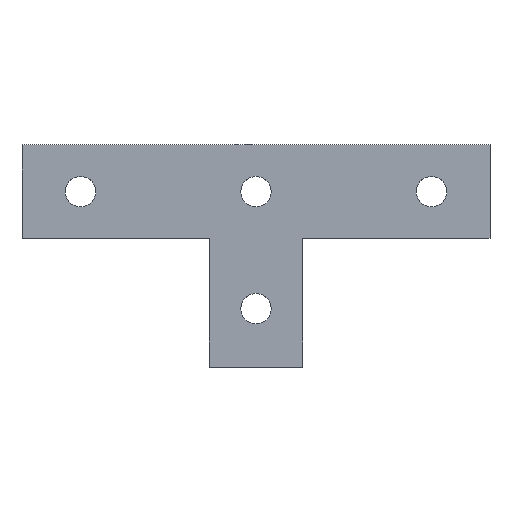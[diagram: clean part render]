
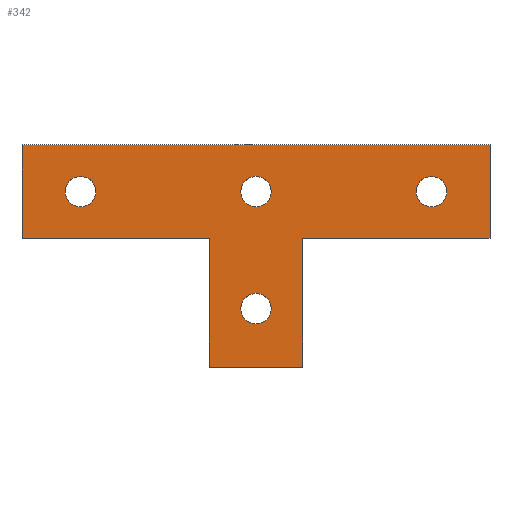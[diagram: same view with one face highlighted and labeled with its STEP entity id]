
A CAD part, top view. The second image highlights one B-rep face of the part: STEP entity #342.
In plain terms, the highlighted planar face has unit normal (0, 0, 1).
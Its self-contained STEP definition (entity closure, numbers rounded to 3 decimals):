
#5 = CARTESIAN_POINT ( 'NONE',  ( 0., -22.5, 0. ) ) ;
#13 = DIRECTION ( 'NONE',  ( 1., 0., 0. ) ) ;
#14 = CARTESIAN_POINT ( 'NONE',  ( -100., 47.5, 0. ) ) ;
#27 = EDGE_CURVE ( 'NONE', #199, #48, #510, .T. ) ;
#28 = DIRECTION ( 'NONE',  ( 1., 0., 0. ) ) ;
#35 = DIRECTION ( 'NONE',  ( 0., 1., 0. ) ) ;
#39 = CARTESIAN_POINT ( 'NONE',  ( 100., 47.5, 0. ) ) ;
#40 = ORIENTED_EDGE ( 'NONE', *, *, #348, .T. ) ;
#42 = CIRCLE ( 'NONE', #78, 6.5 ) ;
#48 = VERTEX_POINT ( 'NONE', #432 ) ;
#50 = CARTESIAN_POINT ( 'NONE',  ( 6.5, 27.5, 0. ) ) ;
#55 = EDGE_CURVE ( 'NONE', #82, #175, #312, .T. ) ;
#65 = DIRECTION ( 'NONE',  ( -1., 0., 0. ) ) ;
#78 = AXIS2_PLACEMENT_3D ( 'NONE', #253, #373, #13 ) ;
#82 = VERTEX_POINT ( 'NONE', #259 ) ;
#86 = DIRECTION ( 'NONE',  ( 1., 0., 0. ) ) ;
#91 = ORIENTED_EDGE ( 'NONE', *, *, #378, .T. ) ;
#100 = LINE ( 'NONE', #14, #126 ) ;
#101 = EDGE_CURVE ( 'NONE', #164, #199, #227, .T. ) ;
#117 = DIRECTION ( 'NONE',  ( 0., 0., 1. ) ) ;
#119 = FACE_BOUND ( 'NONE', #215, .T. ) ;
#126 = VECTOR ( 'NONE', #65, 1000. ) ;
#128 = DIRECTION ( 'NONE',  ( 0., 0., 1. ) ) ;
#132 = VERTEX_POINT ( 'NONE', #300 ) ;
#133 = EDGE_CURVE ( 'NONE', #237, #445, #100, .T. ) ;
#138 = DIRECTION ( 'NONE',  ( 1., 0., 0. ) ) ;
#151 = VECTOR ( 'NONE', #184, 1000. ) ;
#156 = EDGE_CURVE ( 'NONE', #175, #237, #273, .T. ) ;
#163 = DIRECTION ( 'NONE',  ( 0., 1., 0. ) ) ;
#164 = VERTEX_POINT ( 'NONE', #441 ) ;
#167 = VECTOR ( 'NONE', #246, 1000. ) ;
#171 = CARTESIAN_POINT ( 'NONE',  ( 81.5, 27.5, 0. ) ) ;
#175 = VERTEX_POINT ( 'NONE', #316 ) ;
#184 = DIRECTION ( 'NONE',  ( 1., 0., 0. ) ) ;
#189 = DIRECTION ( 'NONE',  ( 0., -1., 0. ) ) ;
#193 = CARTESIAN_POINT ( 'NONE',  ( -100., 7.5, 0. ) ) ;
#194 = ORIENTED_EDGE ( 'NONE', *, *, #393, .F. ) ;
#195 = CARTESIAN_POINT ( 'NONE',  ( 75., 27.5, 0. ) ) ;
#197 = ORIENTED_EDGE ( 'NONE', *, *, #156, .T. ) ;
#199 = VERTEX_POINT ( 'NONE', #361 ) ;
#202 = CIRCLE ( 'NONE', #289, 6.5 ) ;
#203 = EDGE_LOOP ( 'NONE', ( #377 ) ) ;
#211 = EDGE_LOOP ( 'NONE', ( #91, #219, #422, #340, #302, #197, #414, #40 ) ) ;
#215 = EDGE_LOOP ( 'NONE', ( #254 ) ) ;
#219 = ORIENTED_EDGE ( 'NONE', *, *, #101, .T. ) ;
#222 = EDGE_CURVE ( 'NONE', #294, #294, #513, .T. ) ;
#227 = LINE ( 'NONE', #263, #306 ) ;
#228 = EDGE_CURVE ( 'NONE', #48, #82, #519, .T. ) ;
#234 = DIRECTION ( 'NONE',  ( 1., 0., 0. ) ) ;
#237 = VERTEX_POINT ( 'NONE', #39 ) ;
#238 = LINE ( 'NONE', #272, #167 ) ;
#239 = VECTOR ( 'NONE', #234, 1000. ) ;
#241 = CARTESIAN_POINT ( 'NONE',  ( -20., 7.5, 0. ) ) ;
#246 = DIRECTION ( 'NONE',  ( 0., -1., 0. ) ) ;
#249 = VERTEX_POINT ( 'NONE', #193 ) ;
#253 = CARTESIAN_POINT ( 'NONE',  ( -75., 27.5, 0. ) ) ;
#254 = ORIENTED_EDGE ( 'NONE', *, *, #505, .F. ) ;
#256 = EDGE_LOOP ( 'NONE', ( #194 ) ) ;
#259 = CARTESIAN_POINT ( 'NONE',  ( 20., 7.5, 0. ) ) ;
#260 = AXIS2_PLACEMENT_3D ( 'NONE', #396, #117, #28 ) ;
#263 = CARTESIAN_POINT ( 'NONE',  ( -20., -47.5, 0. ) ) ;
#272 = CARTESIAN_POINT ( 'NONE',  ( -100., 7.5, 0. ) ) ;
#273 = LINE ( 'NONE', #319, #434 ) ;
#278 = EDGE_LOOP ( 'NONE', ( #490 ) ) ;
#279 = PLANE ( 'NONE',  #334 ) ;
#283 = FACE_BOUND ( 'NONE', #203, .T. ) ;
#289 = AXIS2_PLACEMENT_3D ( 'NONE', #5, #128, #138 ) ;
#294 = VERTEX_POINT ( 'NONE', #50 ) ;
#300 = CARTESIAN_POINT ( 'NONE',  ( -68.5, 27.5, 0. ) ) ;
#302 = ORIENTED_EDGE ( 'NONE', *, *, #55, .T. ) ;
#303 = CARTESIAN_POINT ( 'NONE',  ( -100., 47.5, 0. ) ) ;
#306 = VECTOR ( 'NONE', #189, 1000. ) ;
#307 = CIRCLE ( 'NONE', #504, 6.5 ) ;
#312 = LINE ( 'NONE', #389, #239 ) ;
#316 = CARTESIAN_POINT ( 'NONE',  ( 100., 7.5, 0. ) ) ;
#319 = CARTESIAN_POINT ( 'NONE',  ( 100., 47.5, 0. ) ) ;
#325 = FACE_BOUND ( 'NONE', #256, .T. ) ;
#329 = FACE_OUTER_BOUND ( 'NONE', #211, .T. ) ;
#334 = AXIS2_PLACEMENT_3D ( 'NONE', #529, #402, #399 ) ;
#340 = ORIENTED_EDGE ( 'NONE', *, *, #228, .T. ) ;
#342 = ADVANCED_FACE ( 'NONE', ( #283, #469, #325, #119, #329 ), #279, .F. ) ;
#344 = VECTOR ( 'NONE', #163, 1000. ) ;
#348 = EDGE_CURVE ( 'NONE', #445, #249, #238, .T. ) ;
#361 = CARTESIAN_POINT ( 'NONE',  ( -20., -47.5, 0. ) ) ;
#373 = DIRECTION ( 'NONE',  ( 0., 0., 1. ) ) ;
#376 = VERTEX_POINT ( 'NONE', #171 ) ;
#377 = ORIENTED_EDGE ( 'NONE', *, *, #484, .F. ) ;
#378 = EDGE_CURVE ( 'NONE', #249, #164, #440, .T. ) ;
#389 = CARTESIAN_POINT ( 'NONE',  ( 100., 7.5, 0. ) ) ;
#393 = EDGE_CURVE ( 'NONE', #376, #376, #307, .T. ) ;
#396 = CARTESIAN_POINT ( 'NONE',  ( 0., 27.5, 0. ) ) ;
#399 = DIRECTION ( 'NONE',  ( -1., 0., 0. ) ) ;
#402 = DIRECTION ( 'NONE',  ( 0., 0., -1. ) ) ;
#405 = DIRECTION ( 'NONE',  ( 0., 0., 1. ) ) ;
#406 = CARTESIAN_POINT ( 'NONE',  ( 20., 7.5, 0. ) ) ;
#414 = ORIENTED_EDGE ( 'NONE', *, *, #133, .T. ) ;
#422 = ORIENTED_EDGE ( 'NONE', *, *, #27, .T. ) ;
#432 = CARTESIAN_POINT ( 'NONE',  ( 20., -47.5, 0. ) ) ;
#434 = VECTOR ( 'NONE', #35, 1000. ) ;
#440 = LINE ( 'NONE', #241, #489 ) ;
#441 = CARTESIAN_POINT ( 'NONE',  ( -20., 7.5, 0. ) ) ;
#445 = VERTEX_POINT ( 'NONE', #303 ) ;
#455 = CARTESIAN_POINT ( 'NONE',  ( 6.5, -22.5, 0. ) ) ;
#469 = FACE_BOUND ( 'NONE', #278, .T. ) ;
#484 = EDGE_CURVE ( 'NONE', #132, #132, #42, .T. ) ;
#489 = VECTOR ( 'NONE', #86, 1000. ) ;
#490 = ORIENTED_EDGE ( 'NONE', *, *, #222, .F. ) ;
#494 = VERTEX_POINT ( 'NONE', #455 ) ;
#504 = AXIS2_PLACEMENT_3D ( 'NONE', #195, #405, #520 ) ;
#505 = EDGE_CURVE ( 'NONE', #494, #494, #202, .T. ) ;
#507 = CARTESIAN_POINT ( 'NONE',  ( 20., -47.5, 0. ) ) ;
#510 = LINE ( 'NONE', #507, #151 ) ;
#513 = CIRCLE ( 'NONE', #260, 6.5 ) ;
#519 = LINE ( 'NONE', #406, #344 ) ;
#520 = DIRECTION ( 'NONE',  ( 1., 0., 0. ) ) ;
#529 = CARTESIAN_POINT ( 'NONE',  ( 0., 0., 0. ) ) ;
